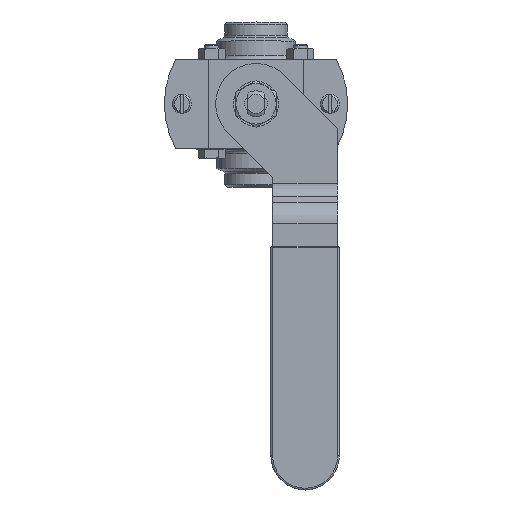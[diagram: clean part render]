
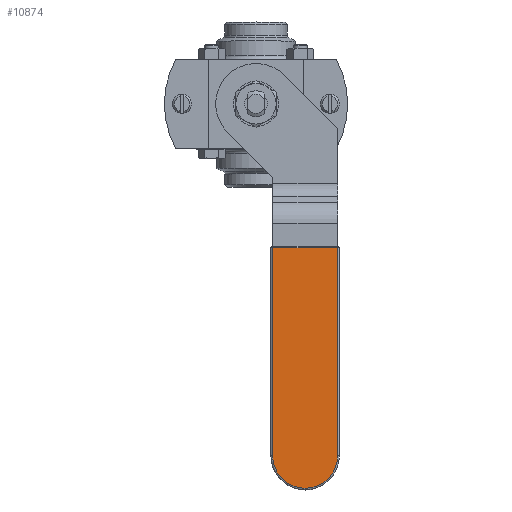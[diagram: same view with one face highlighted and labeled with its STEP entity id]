
A CAD part, top view. The second image highlights one B-rep face of the part: STEP entity #10874.
In plain terms, the highlighted planar face has unit normal (0, 0, 1).
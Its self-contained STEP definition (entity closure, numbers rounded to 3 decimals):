
#10493=CARTESIAN_POINT('',(-13.957,-0.762,2.464));
#10494=VERTEX_POINT('',#10493);
#10557=CARTESIAN_POINT('',(13.957,-0.762,2.464));
#10558=VERTEX_POINT('',#10557);
#10590=CARTESIAN_POINT('',(13.957,-90.0,2.464));
#10591=VERTEX_POINT('',#10590);
#10608=CARTESIAN_POINT('',(13.957,-0.762,2.464));
#10609=DIRECTION('',(0.0,-1.0,0.0));
#10610=VECTOR('',#10609,89.238);
#10611=LINE('',#10608,#10610);
#10612=EDGE_CURVE('',#10558,#10591,#10611,.T.);
#10642=CARTESIAN_POINT('',(-13.957,-0.762,2.464));
#10643=DIRECTION('',(1.0,0.0,0.0));
#10644=VECTOR('',#10643,27.915);
#10645=LINE('',#10642,#10644);
#10646=EDGE_CURVE('',#10494,#10558,#10645,.T.);
#10656=CARTESIAN_POINT('',(-13.957,-90.0,2.464));
#10657=VERTEX_POINT('',#10656);
#10675=CARTESIAN_POINT('',(0.0,-90.0,2.464));
#10676=DIRECTION('',(0.0,0.0,-1.0));
#10677=DIRECTION('',(0.0,-1.0,0.0));
#10678=AXIS2_PLACEMENT_3D('',#10675,#10676,#10677);
#10679=CIRCLE('',#10678,13.957);
#10680=EDGE_CURVE('',#10591,#10657,#10679,.T.);
#10764=CARTESIAN_POINT('',(-13.957,-90.0,2.464));
#10765=DIRECTION('',(0.0,1.0,0.0));
#10766=VECTOR('',#10765,89.238);
#10767=LINE('',#10764,#10766);
#10768=EDGE_CURVE('',#10657,#10494,#10767,.T.);
#10863=CARTESIAN_POINT('',(0.0,-49.485,2.464));
#10864=DIRECTION('',(0.0,0.0,1.0));
#10865=DIRECTION('',(1.0,0.0,0.0));
#10866=AXIS2_PLACEMENT_3D('',#10863,#10864,#10865);
#10867=PLANE('',#10866);
#10868=ORIENTED_EDGE('',*,*,#10612,.F.);
#10869=ORIENTED_EDGE('',*,*,#10646,.F.);
#10870=ORIENTED_EDGE('',*,*,#10768,.F.);
#10871=ORIENTED_EDGE('',*,*,#10680,.F.);
#10872=EDGE_LOOP('',(#10868,#10869,#10870,#10871));
#10873=FACE_OUTER_BOUND('',#10872,.T.);
#10874=ADVANCED_FACE('',(#10873),#10867,.T.);
